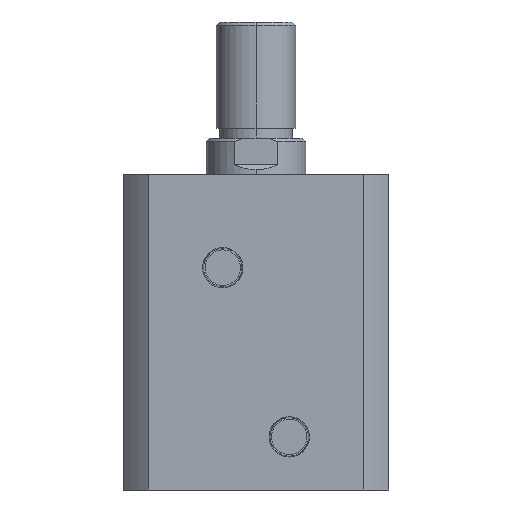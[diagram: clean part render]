
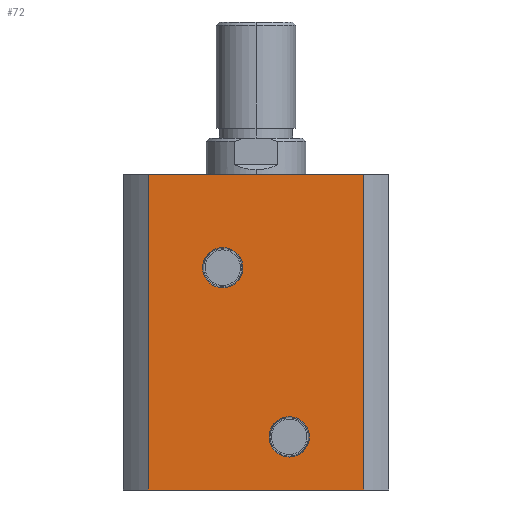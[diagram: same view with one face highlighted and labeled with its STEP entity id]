
A CAD part, left-side view. The second image highlights one B-rep face of the part: STEP entity #72.
In plain terms, the highlighted planar face has unit normal (-1, 0, 0).
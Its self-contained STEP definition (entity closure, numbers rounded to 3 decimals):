
#72 = ADVANCED_FACE ( 'NONE', ( #3711, #3714, #3705 ), #1951, .F. ) ;
#140 = ORIENTED_EDGE ( 'NONE', *, *, #2613, .F. ) ;
#141 = ORIENTED_EDGE ( 'NONE', *, *, #2478, .F. ) ;
#142 = ORIENTED_EDGE ( 'NONE', *, *, #2621, .F. ) ;
#147 = ORIENTED_EDGE ( 'NONE', *, *, #2479, .F. ) ;
#153 = ORIENTED_EDGE ( 'NONE', *, *, #2476, .T. ) ;
#154 = ORIENTED_EDGE ( 'NONE', *, *, #2475, .F. ) ;
#158 = ORIENTED_EDGE ( 'NONE', *, *, #2559, .T. ) ;
#159 = ORIENTED_EDGE ( 'NONE', *, *, #2474, .F. ) ;
#495 = CARTESIAN_POINT ( 'NONE',  ( -40., 10., 67. ) ) ;
#496 = DIRECTION ( 'NONE',  ( -1., 0., 0. ) ) ;
#497 = DIRECTION ( 'NONE',  ( 0., 0., 1. ) ) ;
#515 = CARTESIAN_POINT ( 'NONE',  ( -40., -10., 16. ) ) ;
#516 = DIRECTION ( 'NONE',  ( -1., 0., 0. ) ) ;
#517 = DIRECTION ( 'NONE',  ( 0., 0., 1. ) ) ;
#816 = CARTESIAN_POINT ( 'NONE',  ( -40., 10., 73.06 ) ) ;
#817 = CARTESIAN_POINT ( 'NONE',  ( -40., 10., 60.94 ) ) ;
#824 = CARTESIAN_POINT ( 'NONE',  ( -40., -10., 22.06 ) ) ;
#825 = CARTESIAN_POINT ( 'NONE',  ( -40., -10., 9.94 ) ) ;
#1026 = LINE ( 'NONE', #1645, #1035 ) ;
#1034 = LINE ( 'NONE', #1649, #1037 ) ;
#1035 = VECTOR ( 'NONE', #1640, 1000. ) ;
#1036 = LINE ( 'NONE', #1651, #1039 ) ;
#1037 = VECTOR ( 'NONE', #1650, 1000. ) ;
#1038 = CIRCLE ( 'NONE', #2856, 6.06 ) ;
#1039 = VECTOR ( 'NONE', #1653, 1000. ) ;
#1040 = CIRCLE ( 'NONE', #2855, 6.06 ) ;
#1197 = LINE ( 'NONE', #1822, #1200 ) ;
#1200 = VECTOR ( 'NONE', #1823, 1000. ) ;
#1266 = CIRCLE ( 'NONE', #2907, 6.06 ) ;
#1278 = CIRCLE ( 'NONE', #2913, 6.06 ) ;
#1640 = DIRECTION ( 'NONE',  ( 0., -1., 0. ) ) ;
#1645 = CARTESIAN_POINT ( 'NONE',  ( -40., 0., 95. ) ) ;
#1649 = CARTESIAN_POINT ( 'NONE',  ( -40., -32.438, 95. ) ) ;
#1650 = DIRECTION ( 'NONE',  ( 0., 0., -1. ) ) ;
#1651 = CARTESIAN_POINT ( 'NONE',  ( -40., 0., 0. ) ) ;
#1653 = DIRECTION ( 'NONE',  ( 0., -1., 0. ) ) ;
#1655 = CARTESIAN_POINT ( 'NONE',  ( -40., 10., 67. ) ) ;
#1656 = DIRECTION ( 'NONE',  ( -1., 0., 0. ) ) ;
#1657 = DIRECTION ( 'NONE',  ( 0., 0., 1. ) ) ;
#1659 = CARTESIAN_POINT ( 'NONE',  ( -40., -10., 16. ) ) ;
#1660 = DIRECTION ( 'NONE',  ( -1., 0., 0. ) ) ;
#1661 = DIRECTION ( 'NONE',  ( 0., 0., 1. ) ) ;
#1822 = CARTESIAN_POINT ( 'NONE',  ( -40., 32.438, 95. ) ) ;
#1823 = DIRECTION ( 'NONE',  ( 0., 0., -1. ) ) ;
#1951 = PLANE ( 'NONE',  #2783 ) ;
#1955 = CARTESIAN_POINT ( 'NONE',  ( -40., 0., 95. ) ) ;
#1956 = DIRECTION ( 'NONE',  ( 1., 0., 0. ) ) ;
#1957 = DIRECTION ( 'NONE',  ( 0., 1., 0. ) ) ;
#2271 = CARTESIAN_POINT ( 'NONE',  ( -40., 32.438, 0. ) ) ;
#2273 = CARTESIAN_POINT ( 'NONE',  ( -40., -32.438, 0. ) ) ;
#2275 = CARTESIAN_POINT ( 'NONE',  ( -40., -32.438, 95. ) ) ;
#2280 = CARTESIAN_POINT ( 'NONE',  ( -40., 32.438, 95. ) ) ;
#2474 = EDGE_CURVE ( 'NONE', #3430, #3425, #1026, .T. ) ;
#2475 = EDGE_CURVE ( 'NONE', #3425, #3423, #1034, .T. ) ;
#2476 = EDGE_CURVE ( 'NONE', #3421, #3423, #1036, .T. ) ;
#2478 = EDGE_CURVE ( 'NONE', #3334, #3335, #1040, .T. ) ;
#2479 = EDGE_CURVE ( 'NONE', #3342, #3343, #1038, .T. ) ;
#2559 = EDGE_CURVE ( 'NONE', #3430, #3421, #1197, .T. ) ;
#2613 = EDGE_CURVE ( 'NONE', #3335, #3334, #1266, .T. ) ;
#2621 = EDGE_CURVE ( 'NONE', #3343, #3342, #1278, .T. ) ;
#2783 = AXIS2_PLACEMENT_3D ( 'NONE', #1955, #1956, #1957 ) ;
#2855 = AXIS2_PLACEMENT_3D ( 'NONE', #1655, #1656, #1657 ) ;
#2856 = AXIS2_PLACEMENT_3D ( 'NONE', #1659, #1660, #1661 ) ;
#2907 = AXIS2_PLACEMENT_3D ( 'NONE', #495, #496, #497 ) ;
#2913 = AXIS2_PLACEMENT_3D ( 'NONE', #515, #516, #517 ) ;
#3334 = VERTEX_POINT ( 'NONE', #816 ) ;
#3335 = VERTEX_POINT ( 'NONE', #817 ) ;
#3342 = VERTEX_POINT ( 'NONE', #824 ) ;
#3343 = VERTEX_POINT ( 'NONE', #825 ) ;
#3421 = VERTEX_POINT ( 'NONE', #2271 ) ;
#3423 = VERTEX_POINT ( 'NONE', #2273 ) ;
#3425 = VERTEX_POINT ( 'NONE', #2275 ) ;
#3430 = VERTEX_POINT ( 'NONE', #2280 ) ;
#3567 = EDGE_LOOP ( 'NONE', ( #153, #154, #159, #158 ) ) ;
#3568 = EDGE_LOOP ( 'NONE', ( #141, #140 ) ) ;
#3571 = EDGE_LOOP ( 'NONE', ( #147, #142 ) ) ;
#3705 = FACE_OUTER_BOUND ( 'NONE', #3567, .T. ) ;
#3711 = FACE_BOUND ( 'NONE', #3571, .T. ) ;
#3714 = FACE_BOUND ( 'NONE', #3568, .T. ) ;
